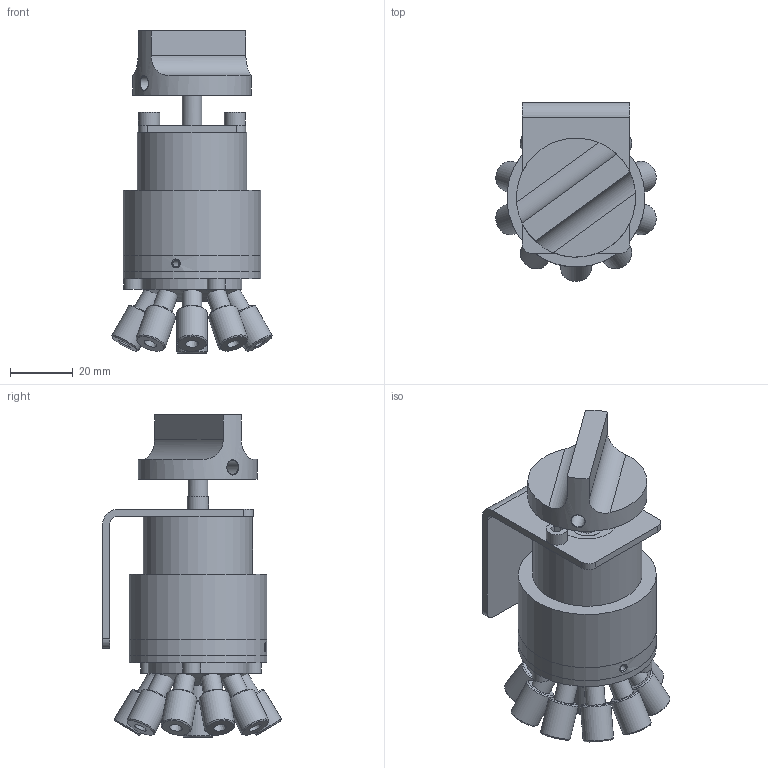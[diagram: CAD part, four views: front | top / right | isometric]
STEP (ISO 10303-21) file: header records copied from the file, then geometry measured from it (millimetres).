
FILE_DESCRIPTION((''),'2;1');
FILE_NAME('506306-C25-6180 Manual 10 mpos valve.stp','2014-03-06T13:26:17',('Franzp'),(''),'Autodesk Inventor 2013','Autodesk Inventor 2013','');
FILE_SCHEMA(('AUTOMOTIVE_DESIGN { 1 0 10303 214 1 1 1 1 }'));
Length unit declared in the file: millimetre
Products named in the file (1): 506306_Shrinkwrap_1
Bounding box: 51.32 x 57.17 x 103.12 mm (x, y, z)
Surface area: 34448 mm2 (no closed solid volume)
Topology: 0 solids, 33 shells, 171 faces, 566 edges, 439 vertices
Faces by surface type: plane 77, cylinder 56, cone 38
Full cylindrical faces by diameter (mm): 2.156 x1, 3.33 x10, 4.32 x2, 4.5 x1, 5.65 x3, 6.34 x1, 6.35 x11, 6.8 x2, 9.78 x11, 32.004 x1, 34.925 x1, 38.1 x1, 44.196 x3
Entity records: 6792 total; most frequent: CARTESIAN_POINT 1752, DIRECTION 894, ORIENTED_EDGE 657, EDGE_CURVE 460, VERTEX_POINT 420, AXIS2_PLACEMENT_3D 369, EDGE_LOOP 354, CIRCLE 197
